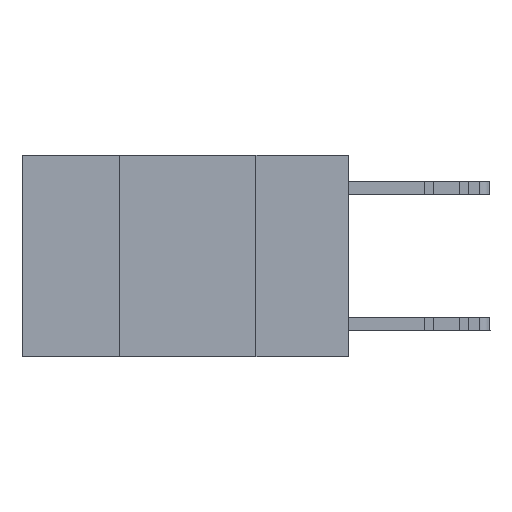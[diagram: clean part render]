
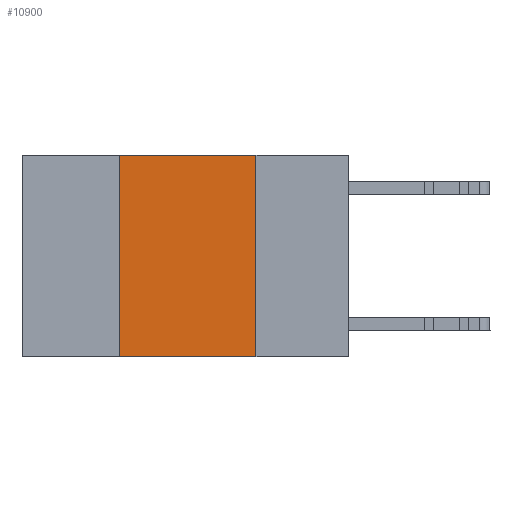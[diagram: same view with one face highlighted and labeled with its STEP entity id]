
A CAD part, left-side view. The second image highlights one B-rep face of the part: STEP entity #10900.
In plain terms, the highlighted planar face has unit normal (-1, 0, 0).
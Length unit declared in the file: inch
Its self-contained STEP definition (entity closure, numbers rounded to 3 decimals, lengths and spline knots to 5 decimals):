
#125 = DIRECTION ( 'NONE',  ( 0., -1., 0. ) ) ;
#571 = CARTESIAN_POINT ( 'NONE',  ( 0., 0.17, -0.37 ) ) ;
#3020 = CARTESIAN_POINT ( 'NONE',  ( 0., 0.17, 0. ) ) ;
#3563 = LINE ( 'NONE', #8289, #3954 ) ;
#3954 = VECTOR ( 'NONE', #8359, 39.37008 ) ;
#7399 = EDGE_CURVE ( 'NONE', #22485, #21550, #25291, .T. ) ;
#8161 = EDGE_CURVE ( 'NONE', #21550, #18145, #20151, .T. ) ;
#8289 = CARTESIAN_POINT ( 'NONE',  ( 0., 0.17, 0. ) ) ;
#8359 = DIRECTION ( 'NONE',  ( 0., 0., -1. ) ) ;
#9198 = CARTESIAN_POINT ( 'NONE',  ( 0., 0.42, 0. ) ) ;
#10900 = ADVANCED_FACE ( 'NONE', ( #13727 ), #23601, .F. ) ;
#13727 = FACE_OUTER_BOUND ( 'NONE', #14546, .T. ) ;
#14149 = EDGE_CURVE ( 'NONE', #18145, #19242, #3563, .T. ) ;
#14546 = EDGE_LOOP ( 'NONE', ( #16740, #16880, #17063, #17131 ) ) ;
#16740 = ORIENTED_EDGE ( 'NONE', *, *, #14149, .F. ) ;
#16880 = ORIENTED_EDGE ( 'NONE', *, *, #8161, .F. ) ;
#17063 = ORIENTED_EDGE ( 'NONE', *, *, #7399, .F. ) ;
#17131 = ORIENTED_EDGE ( 'NONE', *, *, #17315, .T. ) ;
#17315 = EDGE_CURVE ( 'NONE', #22485, #19242, #29216, .T. ) ;
#18145 = VERTEX_POINT ( 'NONE', #3020 ) ;
#19242 = VERTEX_POINT ( 'NONE', #571 ) ;
#20098 = VECTOR ( 'NONE', #22312, 39.37008 ) ;
#20151 = LINE ( 'NONE', #22476, #20098 ) ;
#21380 = DIRECTION ( 'NONE',  ( 0., 0., 1. ) ) ;
#21550 = VERTEX_POINT ( 'NONE', #9198 ) ;
#22312 = DIRECTION ( 'NONE',  ( 0., -1., 0. ) ) ;
#22476 = CARTESIAN_POINT ( 'NONE',  ( 0., 0.6, 0. ) ) ;
#22485 = VERTEX_POINT ( 'NONE', #25450 ) ;
#23013 = DIRECTION ( 'NONE',  ( 0., 0., -1. ) ) ;
#23049 = DIRECTION ( 'NONE',  ( 1., 0., 0. ) ) ;
#23079 = CARTESIAN_POINT ( 'NONE',  ( 0., 0.6, 0. ) ) ;
#23200 = CARTESIAN_POINT ( 'NONE',  ( 0., 0.42, 0. ) ) ;
#23601 = PLANE ( 'NONE',  #27289 ) ;
#24864 = VECTOR ( 'NONE', #21380, 39.37008 ) ;
#25291 = LINE ( 'NONE', #23200, #24864 ) ;
#25450 = CARTESIAN_POINT ( 'NONE',  ( 0., 0.42, -0.37 ) ) ;
#27289 = AXIS2_PLACEMENT_3D ( 'NONE', #23079, #23049, #23013 ) ;
#27622 = CARTESIAN_POINT ( 'NONE',  ( 0., 0.6, -0.37 ) ) ;
#28801 = VECTOR ( 'NONE', #125, 39.37008 ) ;
#29216 = LINE ( 'NONE', #27622, #28801 ) ;
